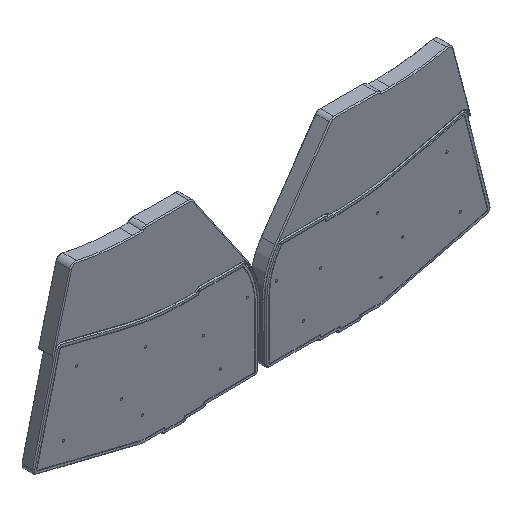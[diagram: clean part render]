
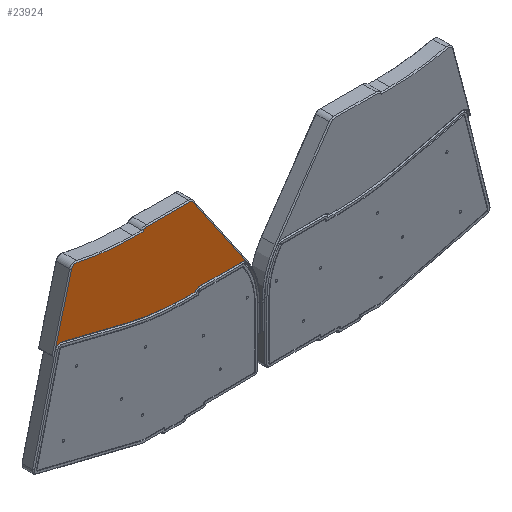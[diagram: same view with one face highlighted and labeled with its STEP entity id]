
A CAD part, isometric view. The second image highlights one B-rep face of the part: STEP entity #23924.
In plain terms, the highlighted planar face has unit normal (0, -1, 0).
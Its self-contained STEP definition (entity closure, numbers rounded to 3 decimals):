
#1399=PLANE('',#25675);
#2639=FACE_OUTER_BOUND('',#4233,.T.);
#4233=EDGE_LOOP('',(#21791,#21792,#21793,#21794,#21795,#21796,#21797,#21798,
#21799,#21800,#21801,#21802,#21803,#21804,#21805,#21806,#21807,#21808,#21809,
#21810,#21811,#21812,#21813,#21814));
#6870=LINE('',#38563,#9622);
#6876=LINE('',#38581,#9628);
#6888=LINE('',#38607,#9640);
#6892=LINE('',#38614,#9644);
#6893=LINE('',#38619,#9645);
#6894=LINE('',#38623,#9646);
#6895=LINE('',#38627,#9647);
#6896=LINE('',#38631,#9648);
#6897=LINE('',#38636,#9649);
#6898=LINE('',#38638,#9650);
#6899=LINE('',#38642,#9651);
#6900=LINE('',#38646,#9652);
#6901=LINE('',#38650,#9653);
#9622=VECTOR('',#31533,10.);
#9628=VECTOR('',#31551,10.);
#9640=VECTOR('',#31575,10.);
#9644=VECTOR('',#31581,10.);
#9645=VECTOR('',#31586,10.);
#9646=VECTOR('',#31589,10.);
#9647=VECTOR('',#31592,10.);
#9648=VECTOR('',#31595,10.);
#9649=VECTOR('',#31600,10.);
#9650=VECTOR('',#31601,10.);
#9651=VECTOR('',#31604,10.);
#9652=VECTOR('',#31607,10.);
#9653=VECTOR('',#31610,10.);
#10312=CIRCLE('',#25676,2.);
#10313=CIRCLE('',#25677,5.6);
#10314=CIRCLE('',#25678,245.4);
#10315=CIRCLE('',#25679,5.6);
#10316=CIRCLE('',#25680,5.6);
#10317=CIRCLE('',#25681,71.312);
#10318=CIRCLE('',#25682,70.212);
#10319=CIRCLE('',#25683,4.5);
#10320=CIRCLE('',#25684,4.5);
#10321=CIRCLE('',#25685,246.5);
#10322=CIRCLE('',#25686,4.5);
#12328=VERTEX_POINT('',#38558);
#12329=VERTEX_POINT('',#38562);
#12335=VERTEX_POINT('',#38580);
#12342=VERTEX_POINT('',#38604);
#12343=VERTEX_POINT('',#38606);
#12345=VERTEX_POINT('',#38612);
#12346=VERTEX_POINT('',#38616);
#12347=VERTEX_POINT('',#38618);
#12348=VERTEX_POINT('',#38620);
#12349=VERTEX_POINT('',#38622);
#12350=VERTEX_POINT('',#38624);
#12351=VERTEX_POINT('',#38626);
#12352=VERTEX_POINT('',#38628);
#12353=VERTEX_POINT('',#38630);
#12354=VERTEX_POINT('',#38632);
#12355=VERTEX_POINT('',#38634);
#12356=VERTEX_POINT('',#38637);
#12357=VERTEX_POINT('',#38639);
#12358=VERTEX_POINT('',#38641);
#12359=VERTEX_POINT('',#38643);
#12360=VERTEX_POINT('',#38645);
#12361=VERTEX_POINT('',#38647);
#12362=VERTEX_POINT('',#38649);
#12363=VERTEX_POINT('',#38651);
#15496=EDGE_CURVE('',#12328,#12329,#6870,.T.);
#15505=EDGE_CURVE('',#12329,#12335,#6876,.T.);
#15518=EDGE_CURVE('',#12342,#12343,#6888,.T.);
#15522=EDGE_CURVE('',#12345,#12342,#6892,.T.);
#15523=EDGE_CURVE('',#12346,#12328,#10312,.T.);
#15524=EDGE_CURVE('',#12347,#12346,#6893,.T.);
#15525=EDGE_CURVE('',#12348,#12347,#10313,.T.);
#15526=EDGE_CURVE('',#12349,#12348,#6894,.T.);
#15527=EDGE_CURVE('',#12350,#12349,#10314,.T.);
#15528=EDGE_CURVE('',#12351,#12350,#6895,.T.);
#15529=EDGE_CURVE('',#12352,#12351,#10315,.T.);
#15530=EDGE_CURVE('',#12353,#12352,#6896,.T.);
#15531=EDGE_CURVE('',#12354,#12353,#10316,.T.);
#15532=EDGE_CURVE('',#12355,#12354,#10317,.T.);
#15533=EDGE_CURVE('',#12343,#12355,#6897,.T.);
#15534=EDGE_CURVE('',#12356,#12345,#6898,.T.);
#15535=EDGE_CURVE('',#12357,#12356,#10318,.T.);
#15536=EDGE_CURVE('',#12358,#12357,#6899,.T.);
#15537=EDGE_CURVE('',#12359,#12358,#10319,.T.);
#15538=EDGE_CURVE('',#12360,#12359,#6900,.T.);
#15539=EDGE_CURVE('',#12361,#12360,#10320,.T.);
#15540=EDGE_CURVE('',#12362,#12361,#6901,.T.);
#15541=EDGE_CURVE('',#12363,#12362,#10321,.T.);
#15542=EDGE_CURVE('',#12335,#12363,#10322,.T.);
#21791=ORIENTED_EDGE('',*,*,#15496,.F.);
#21792=ORIENTED_EDGE('',*,*,#15523,.F.);
#21793=ORIENTED_EDGE('',*,*,#15524,.F.);
#21794=ORIENTED_EDGE('',*,*,#15525,.F.);
#21795=ORIENTED_EDGE('',*,*,#15526,.F.);
#21796=ORIENTED_EDGE('',*,*,#15527,.F.);
#21797=ORIENTED_EDGE('',*,*,#15528,.F.);
#21798=ORIENTED_EDGE('',*,*,#15529,.F.);
#21799=ORIENTED_EDGE('',*,*,#15530,.F.);
#21800=ORIENTED_EDGE('',*,*,#15531,.F.);
#21801=ORIENTED_EDGE('',*,*,#15532,.F.);
#21802=ORIENTED_EDGE('',*,*,#15533,.F.);
#21803=ORIENTED_EDGE('',*,*,#15518,.F.);
#21804=ORIENTED_EDGE('',*,*,#15522,.F.);
#21805=ORIENTED_EDGE('',*,*,#15534,.F.);
#21806=ORIENTED_EDGE('',*,*,#15535,.F.);
#21807=ORIENTED_EDGE('',*,*,#15536,.F.);
#21808=ORIENTED_EDGE('',*,*,#15537,.F.);
#21809=ORIENTED_EDGE('',*,*,#15538,.F.);
#21810=ORIENTED_EDGE('',*,*,#15539,.F.);
#21811=ORIENTED_EDGE('',*,*,#15540,.F.);
#21812=ORIENTED_EDGE('',*,*,#15541,.F.);
#21813=ORIENTED_EDGE('',*,*,#15542,.F.);
#21814=ORIENTED_EDGE('',*,*,#15505,.F.);
#23924=ADVANCED_FACE('',(#2639),#1399,.F.);
#25675=AXIS2_PLACEMENT_3D('',#38615,#31582,#31583);
#25676=AXIS2_PLACEMENT_3D('',#38617,#31584,#31585);
#25677=AXIS2_PLACEMENT_3D('',#38621,#31587,#31588);
#25678=AXIS2_PLACEMENT_3D('',#38625,#31590,#31591);
#25679=AXIS2_PLACEMENT_3D('',#38629,#31593,#31594);
#25680=AXIS2_PLACEMENT_3D('',#38633,#31596,#31597);
#25681=AXIS2_PLACEMENT_3D('',#38635,#31598,#31599);
#25682=AXIS2_PLACEMENT_3D('',#38640,#31602,#31603);
#25683=AXIS2_PLACEMENT_3D('',#38644,#31605,#31606);
#25684=AXIS2_PLACEMENT_3D('',#38648,#31608,#31609);
#25685=AXIS2_PLACEMENT_3D('',#38652,#31611,#31612);
#25686=AXIS2_PLACEMENT_3D('',#38653,#31613,#31614);
#31533=DIRECTION('',(-0.97,0.,0.242));
#31551=DIRECTION('',(0.255,0.,0.967));
#31575=DIRECTION('',(-1.,0.,0.));
#31581=DIRECTION('',(0.,0.,-1.));
#31582=DIRECTION('center_axis',(0.,1.,0.));
#31583=DIRECTION('ref_axis',(1.,0.,0.));
#31584=DIRECTION('center_axis',(0.,1.,0.));
#31585=DIRECTION('ref_axis',(0.962,0.,0.274));
#31586=DIRECTION('',(-0.242,0.,-0.97));
#31587=DIRECTION('center_axis',(0.,-1.,0.));
#31588=DIRECTION('ref_axis',(-0.97,0.,0.242));
#31589=DIRECTION('',(-0.97,0.,0.242));
#31590=DIRECTION('center_axis',(0.,1.,0.));
#31591=DIRECTION('ref_axis',(0.,0.,-1.));
#31592=DIRECTION('',(-1.,0.,0.));
#31593=DIRECTION('center_axis',(0.,-1.,0.));
#31594=DIRECTION('ref_axis',(-0.887,0.,0.462));
#31595=DIRECTION('',(-1.,0.,0.));
#31596=DIRECTION('center_axis',(0.,-1.,0.));
#31597=DIRECTION('ref_axis',(0.,0.,1.));
#31598=DIRECTION('center_axis',(0.,-1.,0.));
#31599=DIRECTION('ref_axis',(0.825,0.,0.565));
#31600=DIRECTION('',(0.,0.,1.));
#31601=DIRECTION('',(0.,0.,-1.));
#31602=DIRECTION('center_axis',(0.,1.,0.));
#31603=DIRECTION('ref_axis',(0.825,0.,0.565));
#31604=DIRECTION('',(0.565,0.,-0.825));
#31605=DIRECTION('center_axis',(0.,1.,0.));
#31606=DIRECTION('ref_axis',(0.,0.,1.));
#31607=DIRECTION('',(1.,0.,0.));
#31608=DIRECTION('center_axis',(0.,1.,0.));
#31609=DIRECTION('ref_axis',(-0.835,0.,0.55));
#31610=DIRECTION('',(1.,0.,0.));
#31611=DIRECTION('center_axis',(0.,-1.,0.));
#31612=DIRECTION('ref_axis',(0.,0.,-1.));
#31613=DIRECTION('center_axis',(0.,1.,0.));
#31614=DIRECTION('ref_axis',(-0.967,0.,0.255));
#38558=CARTESIAN_POINT('',(-203.025,0.,116.843));
#38562=CARTESIAN_POINT('',(-203.53,0.,116.969));
#38563=CARTESIAN_POINT('',(-154.702,0.,104.795));
#38580=CARTESIAN_POINT('',(-186.482,0.,181.587));
#38581=CARTESIAN_POINT('',(-201.222,0.,125.718));
#38604=CARTESIAN_POINT('',(-2.1,0.,35.413));
#38606=CARTESIAN_POINT('',(-2.5,0.,35.413));
#38607=CARTESIAN_POINT('',(-52.013,0.,35.413));
#38612=CARTESIAN_POINT('',(-2.1,0.,59.413));
#38614=CARTESIAN_POINT('',(-2.1,0.,84.794));
#38615=CARTESIAN_POINT('Origin',(-102.926,0.,110.176));
#38616=CARTESIAN_POINT('',(-203.106,0.,117.073));
#38617=CARTESIAN_POINT('Origin',(-204.949,0.,116.296));
#38618=CARTESIAN_POINT('',(-202.187,0.,120.757));
#38619=CARTESIAN_POINT('',(-200.525,0.,127.426));
#38620=CARTESIAN_POINT('',(-195.399,0.,124.836));
#38621=CARTESIAN_POINT('Origin',(-196.754,0.,119.402));
#38622=CARTESIAN_POINT('',(-133.592,0.,109.425));
#38623=CARTESIAN_POINT('',(-119.244,0.,105.848));
#38624=CARTESIAN_POINT('',(-74.224,0.,102.136));
#38625=CARTESIAN_POINT('Origin',(-74.224,0.,347.536));
#38626=CARTESIAN_POINT('',(-65.56,0.,102.136));
#38627=CARTESIAN_POINT('',(-83.959,0.,102.136));
#38628=CARTESIAN_POINT('',(-60.912,0.,104.612));
#38629=CARTESIAN_POINT('Origin',(-60.912,0.,99.012));
#38630=CARTESIAN_POINT('',(-19.575,0.,104.612));
#38631=CARTESIAN_POINT('',(-61.713,0.,104.612));
#38632=CARTESIAN_POINT('',(-14.953,0.,102.174));
#38633=CARTESIAN_POINT('Origin',(-19.575,0.,99.012));
#38634=CARTESIAN_POINT('',(-2.5,0.,61.913));
#38635=CARTESIAN_POINT('Origin',(-73.812,0.,61.913));
#38636=CARTESIAN_POINT('',(-2.5,0.,86.044));
#38637=CARTESIAN_POINT('',(-2.1,0.,61.913));
#38638=CARTESIAN_POINT('',(-2.1,0.,86.044));
#38639=CARTESIAN_POINT('',(-14.361,0.,101.553));
#38640=CARTESIAN_POINT('Origin',(-72.312,0.,61.913));
#38641=CARTESIAN_POINT('',(-67.362,0.,179.036));
#38642=CARTESIAN_POINT('',(-56.986,0.,163.867));
#38643=CARTESIAN_POINT('',(-71.076,0.,180.995));
#38644=CARTESIAN_POINT('Origin',(-71.076,0.,176.495));
#38645=CARTESIAN_POINT('',(-112.413,0.,180.995));
#38646=CARTESIAN_POINT('',(-107.67,0.,180.995));
#38647=CARTESIAN_POINT('',(-116.433,0.,178.519));
#38648=CARTESIAN_POINT('Origin',(-112.413,0.,176.495));
#38649=CARTESIAN_POINT('',(-125.725,0.,178.519));
#38650=CARTESIAN_POINT('',(-114.326,0.,178.519));
#38651=CARTESIAN_POINT('',(-181.119,0.,184.824));
#38652=CARTESIAN_POINT('Origin',(-125.725,0.,425.019));
#38653=CARTESIAN_POINT('Origin',(-182.131,0.,180.439));
